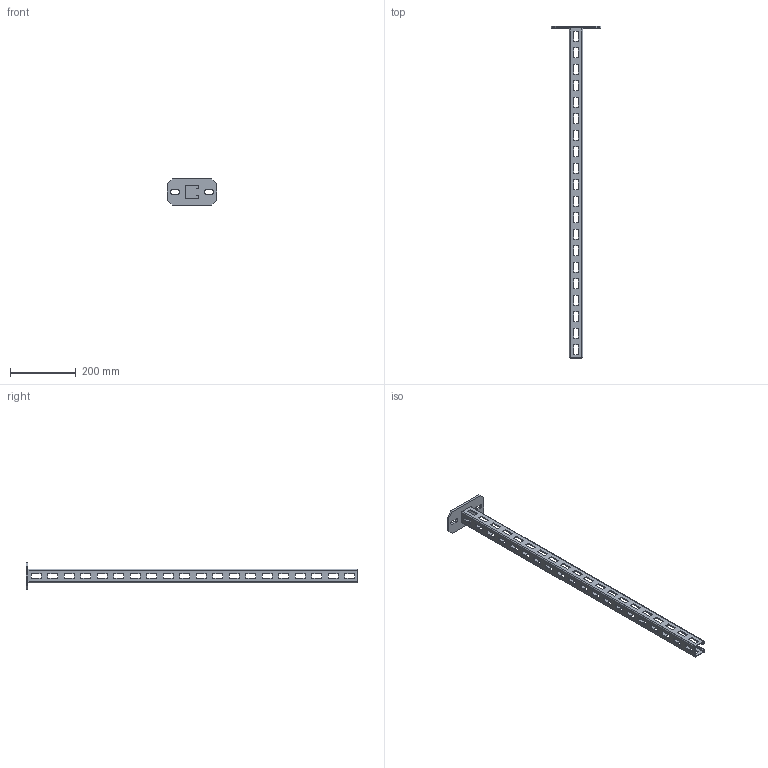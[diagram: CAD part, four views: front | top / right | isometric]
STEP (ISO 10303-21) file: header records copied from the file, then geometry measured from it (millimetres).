
FILE_DESCRIPTION((''),'2;1');
FILE_NAME('750611_ASM','2018-12-11T13:28:23',('tomasz.grudniewski'),(''),'CREO PARAMETRIC BY PTC INC, 2018260','CREO PARAMETRIC BY PTC INC, 2018260','');
FILE_SCHEMA(('CONFIG_CONTROL_DESIGN'));
Length unit declared in the file: millimetre
Products named in the file (3): PODSTAWA_80X150_G6_PRT; WPCW_1000_PRT; 750611_ASM
Assembly tree (2 placements, depth 2):
  750611_ASM
    PODSTAWA_80X150_G6_PRT
    WPCW_1000_PRT
Bounding box: 150 x 1006 x 80 mm (x, y, z)
Volume: 299954.3 mm3; surface area: 274914.8 mm2
Topology: 2 solids, 2 shells, 312 faces, 876 edges, 568 vertices
Faces by surface type: plane 296, cylinder 16
Entity records: 10144 total; most frequent: CARTESIAN_POINT 1761, ORIENTED_EDGE 1752, DIRECTION 1542, EDGE_CURVE 876, VECTOR 844, LINE 844, VERTEX_POINT 568, EDGE_LOOP 436
